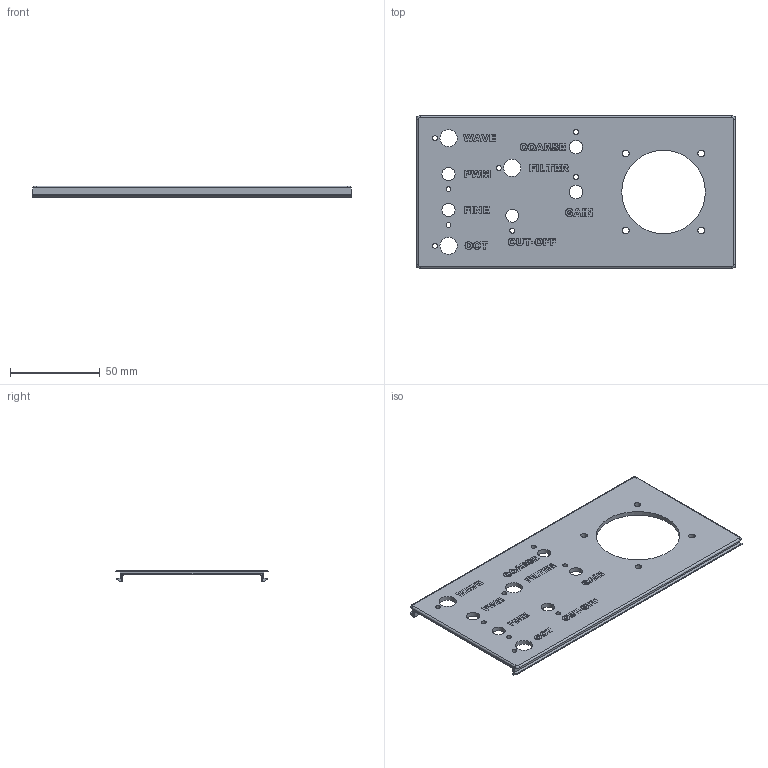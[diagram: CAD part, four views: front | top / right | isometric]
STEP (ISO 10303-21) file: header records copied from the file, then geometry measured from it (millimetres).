
FILE_DESCRIPTION(/* description */ (''),/* implementation_level */ '2;1');
FILE_NAME(/* name */ 'frontplate_right.step',/* time_stamp */ '2026-02-09T19:39:15+01:00',/* author */ ('erikt'),/* organization */ (''),/* preprocessor_version */ 'ST-DEVELOPER v19.2',/* originating_system */ 'Autodesk Inventor 2024',/* authorisation */ '');
FILE_SCHEMA (('CONFIG_CONTROL_DESIGN'));
Length unit declared in the file: millimetre
Products named in the file (3): frontplane_right; frontplate; frontplane_right_text
Assembly tree (2 placements, depth 2):
  frontplane_right
    frontplate
    frontplane_right_text
Bounding box: 177.5 x 85 x 6.5 mm (x, y, z)
Volume: 33475 mm3; surface area: 32780.6 mm2
Topology: 38 solids, 38 shells, 963 faces, 2511 edges, 1666 vertices
Faces by surface type: plane 704, bspline 226, cylinder 33
Full cylindrical faces by diameter (mm): 2.7 x8, 3.7 x4, 7.3 x5, 9.6 x3, 46.5 x1
Entity records: 30779 total; most frequent: CARTESIAN_POINT 8376, ORIENTED_EDGE 5014, DIRECTION 3629, EDGE_CURVE 2507, LINE 1997, VECTOR 1997, VERTEX_POINT 1666, EDGE_LOOP 1069
